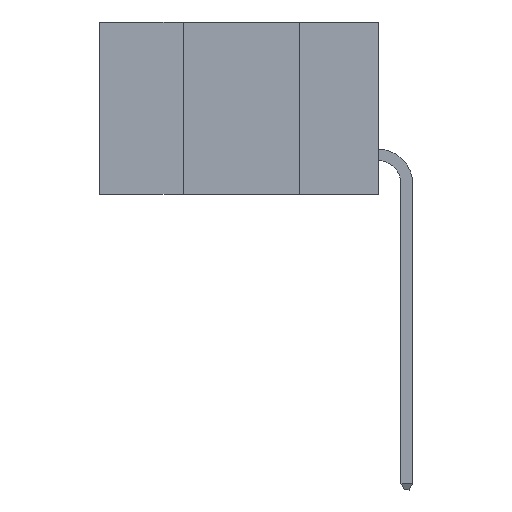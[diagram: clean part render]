
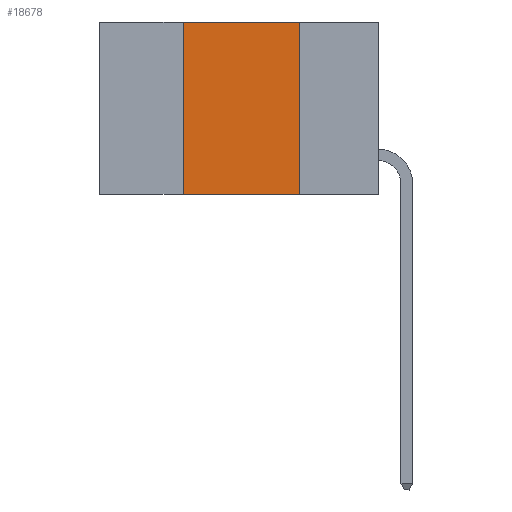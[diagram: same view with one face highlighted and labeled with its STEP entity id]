
A CAD part, left-side view. The second image highlights one B-rep face of the part: STEP entity #18678.
In plain terms, the highlighted planar face has unit normal (-1, 0, 0).
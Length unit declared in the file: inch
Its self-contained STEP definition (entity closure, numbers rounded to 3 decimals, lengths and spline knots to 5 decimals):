
#810 = EDGE_LOOP ( 'NONE', ( #15402, #6636, #7649, #7911 ) ) ;
#1561 = VECTOR ( 'NONE', #15203, 39.37008 ) ;
#2277 = VECTOR ( 'NONE', #20402, 39.37008 ) ;
#2339 = VERTEX_POINT ( 'NONE', #2898 ) ;
#2898 = CARTESIAN_POINT ( 'NONE',  ( 0., 0.42, -0.37 ) ) ;
#2983 = LINE ( 'NONE', #18886, #11361 ) ;
#3310 = EDGE_CURVE ( 'NONE', #2339, #18095, #8428, .T. ) ;
#3331 = CARTESIAN_POINT ( 'NONE',  ( 0., 0.6, 0. ) ) ;
#4435 = VERTEX_POINT ( 'NONE', #11102 ) ;
#4850 = DIRECTION ( 'NONE',  ( 0., 0., -1. ) ) ;
#5059 = CARTESIAN_POINT ( 'NONE',  ( 0., 0.17, -0.37 ) ) ;
#5406 = CARTESIAN_POINT ( 'NONE',  ( 0., 0.17, 0. ) ) ;
#5933 = EDGE_CURVE ( 'NONE', #4435, #18095, #13377, .T. ) ;
#6636 = ORIENTED_EDGE ( 'NONE', *, *, #16289, .F. ) ;
#7649 = ORIENTED_EDGE ( 'NONE', *, *, #16457, .F. ) ;
#7911 = ORIENTED_EDGE ( 'NONE', *, *, #3310, .T. ) ;
#8428 = LINE ( 'NONE', #19841, #2277 ) ;
#8489 = AXIS2_PLACEMENT_3D ( 'NONE', #3331, #14248, #4850 ) ;
#11102 = CARTESIAN_POINT ( 'NONE',  ( 0., 0.17, 0. ) ) ;
#11361 = VECTOR ( 'NONE', #15765, 39.37008 ) ;
#11440 = PLANE ( 'NONE',  #8489 ) ;
#13210 = FACE_OUTER_BOUND ( 'NONE', #810, .T. ) ;
#13377 = LINE ( 'NONE', #5406, #1561 ) ;
#13417 = VERTEX_POINT ( 'NONE', #13823 ) ;
#13810 = VECTOR ( 'NONE', #19994, 39.37008 ) ;
#13823 = CARTESIAN_POINT ( 'NONE',  ( 0., 0.42, 0. ) ) ;
#14248 = DIRECTION ( 'NONE',  ( 1., 0., 0. ) ) ;
#15203 = DIRECTION ( 'NONE',  ( 0., 0., -1. ) ) ;
#15402 = ORIENTED_EDGE ( 'NONE', *, *, #5933, .F. ) ;
#15765 = DIRECTION ( 'NONE',  ( 0., -1., 0. ) ) ;
#16289 = EDGE_CURVE ( 'NONE', #13417, #4435, #2983, .T. ) ;
#16457 = EDGE_CURVE ( 'NONE', #2339, #13417, #17227, .T. ) ;
#17227 = LINE ( 'NONE', #18397, #13810 ) ;
#18095 = VERTEX_POINT ( 'NONE', #5059 ) ;
#18397 = CARTESIAN_POINT ( 'NONE',  ( 0., 0.42, 0. ) ) ;
#18678 = ADVANCED_FACE ( 'NONE', ( #13210 ), #11440, .F. ) ;
#18886 = CARTESIAN_POINT ( 'NONE',  ( 0., 0.6, 0. ) ) ;
#19841 = CARTESIAN_POINT ( 'NONE',  ( 0., 0.6, -0.37 ) ) ;
#19994 = DIRECTION ( 'NONE',  ( 0., 0., 1. ) ) ;
#20402 = DIRECTION ( 'NONE',  ( 0., -1., 0. ) ) ;
